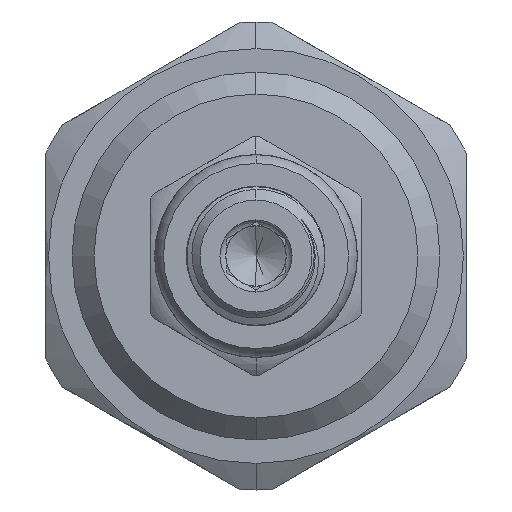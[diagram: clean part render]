
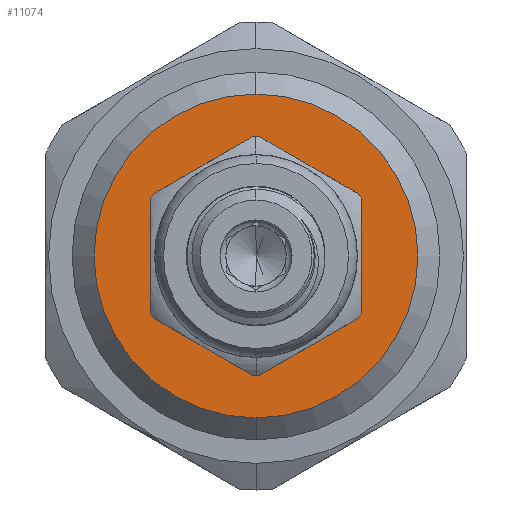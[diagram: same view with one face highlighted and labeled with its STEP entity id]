
A CAD part, left-side view. The second image highlights one B-rep face of the part: STEP entity #11074.
In plain terms, the highlighted planar face has unit normal (-1, 0, 0).
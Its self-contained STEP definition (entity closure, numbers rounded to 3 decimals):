
#1978 = DIRECTION ( 'NONE',  ( 0., 0., -1. ) ) ;
#2444 = CARTESIAN_POINT ( 'NONE',  ( 0., 0., 0. ) ) ;
#2602 = DIRECTION ( 'NONE',  ( 0., 0., 1. ) ) ;
#2708 = AXIS2_PLACEMENT_3D ( 'NONE', #52962, #44181, #1978 ) ;
#3095 = EDGE_LOOP ( 'NONE', ( #37960, #23105 ) ) ;
#6431 = EDGE_LOOP ( 'NONE', ( #21920, #10282 ) ) ;
#6670 = CARTESIAN_POINT ( 'NONE',  ( 0., 0., 0. ) ) ;
#7360 = DIRECTION ( 'NONE',  ( 0., 0., 1. ) ) ;
#7920 = AXIS2_PLACEMENT_3D ( 'NONE', #6670, #48329, #27273 ) ;
#10282 = ORIENTED_EDGE ( 'NONE', *, *, #53760, .T. ) ;
#10989 = CARTESIAN_POINT ( 'NONE',  ( 0., 0., 0. ) ) ;
#11074 = ADVANCED_FACE ( 'NONE', ( #38208, #31706 ), #36022, .T. ) ;
#11245 = AXIS2_PLACEMENT_3D ( 'NONE', #49193, #32545, #53957 ) ;
#15890 = CARTESIAN_POINT ( 'NONE',  ( 0., 0., -6.875 ) ) ;
#16279 = CIRCLE ( 'NONE', #22565, 11. ) ;
#17537 = CARTESIAN_POINT ( 'NONE',  ( 0., 0., -11. ) ) ;
#17714 = CIRCLE ( 'NONE', #7920, 11. ) ;
#21920 = ORIENTED_EDGE ( 'NONE', *, *, #40175, .T. ) ;
#22565 = AXIS2_PLACEMENT_3D ( 'NONE', #2444, #49218, #7360 ) ;
#23105 = ORIENTED_EDGE ( 'NONE', *, *, #23884, .T. ) ;
#23884 = EDGE_CURVE ( 'NONE', #46064, #43948, #16279, .T. ) ;
#26967 = CARTESIAN_POINT ( 'NONE',  ( 0., 0., 6.875 ) ) ;
#27273 = DIRECTION ( 'NONE',  ( 0., 0., 1. ) ) ;
#31706 = FACE_OUTER_BOUND ( 'NONE', #3095, .T. ) ;
#32213 = VERTEX_POINT ( 'NONE', #15890 ) ;
#32545 = DIRECTION ( 'NONE',  ( 1., 0., 0. ) ) ;
#36022 = PLANE ( 'NONE',  #51865 ) ;
#36345 = CIRCLE ( 'NONE', #11245, 6.875 ) ;
#37960 = ORIENTED_EDGE ( 'NONE', *, *, #38659, .T. ) ;
#38208 = FACE_BOUND ( 'NONE', #6431, .T. ) ;
#38659 = EDGE_CURVE ( 'NONE', #43948, #46064, #17714, .T. ) ;
#40125 = VERTEX_POINT ( 'NONE', #26967 ) ;
#40175 = EDGE_CURVE ( 'NONE', #40125, #32213, #41458, .T. ) ;
#41458 = CIRCLE ( 'NONE', #2708, 6.875 ) ;
#43948 = VERTEX_POINT ( 'NONE', #17537 ) ;
#44181 = DIRECTION ( 'NONE',  ( 1., 0., 0. ) ) ;
#44494 = CARTESIAN_POINT ( 'NONE',  ( 0., 0., 11. ) ) ;
#46064 = VERTEX_POINT ( 'NONE', #44494 ) ;
#48329 = DIRECTION ( 'NONE',  ( -1., 0., 0. ) ) ;
#49193 = CARTESIAN_POINT ( 'NONE',  ( 0., 0., 0. ) ) ;
#49218 = DIRECTION ( 'NONE',  ( -1., 0., 0. ) ) ;
#51865 = AXIS2_PLACEMENT_3D ( 'NONE', #10989, #52355, #2602 ) ;
#52355 = DIRECTION ( 'NONE',  ( -1., 0., 0. ) ) ;
#52962 = CARTESIAN_POINT ( 'NONE',  ( 0., 0., 0. ) ) ;
#53760 = EDGE_CURVE ( 'NONE', #32213, #40125, #36345, .T. ) ;
#53957 = DIRECTION ( 'NONE',  ( 0., 0., -1. ) ) ;
